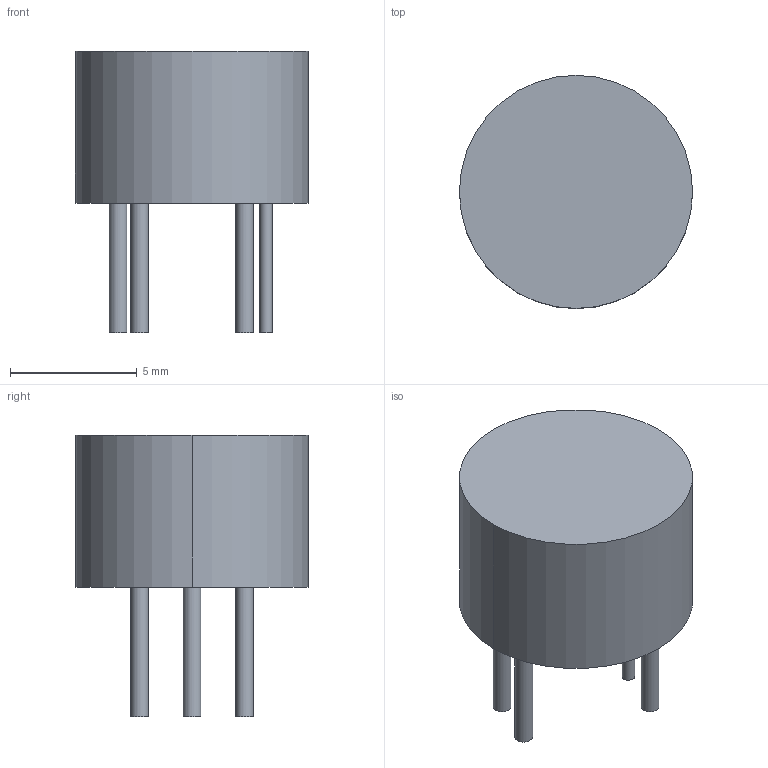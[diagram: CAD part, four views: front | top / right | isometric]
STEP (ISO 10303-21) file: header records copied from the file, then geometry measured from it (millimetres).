
FILE_DESCRIPTION(('FreeCAD Model'),'2;1');
FILE_NAME('1270421.1.5.stp','2022-09-11T22:30:39',( 'Author'),(''),'Open CASCADE STEP processor 6.9','FreeCAD','Unknown' );
FILE_SCHEMA(('AUTOMOTIVE_DESIGN { 1 0 10303 214 1 1 1 1 }'));
Length unit declared in the file: millimetre
Products named in the file (3): ASSEMBLY; Body; Leads
Assembly tree (2 placements, depth 2):
  ASSEMBLY
    Body
    Leads
Bounding box: 9.2 x 9.2 x 11.1 mm (x, y, z)
Volume: 405.7 mm3; surface area: 350.7 mm2
Topology: 5 solids, 6 shells, 17 faces, 18 edges, 12 vertices
Faces by surface type: plane 11, cylinder 6
Full cylindrical faces by diameter (mm): 0.5 x1, 0.7 x3
Entity records: 685 total; most frequent: DIRECTION 112, CARTESIAN_POINT 92, ORIENTED_EDGE 42, PCURVE 40, DEFINITIONAL_REPRESENTATION 40, LINE 36, VECTOR 36, AXIS2_PLACEMENT_3D 32
